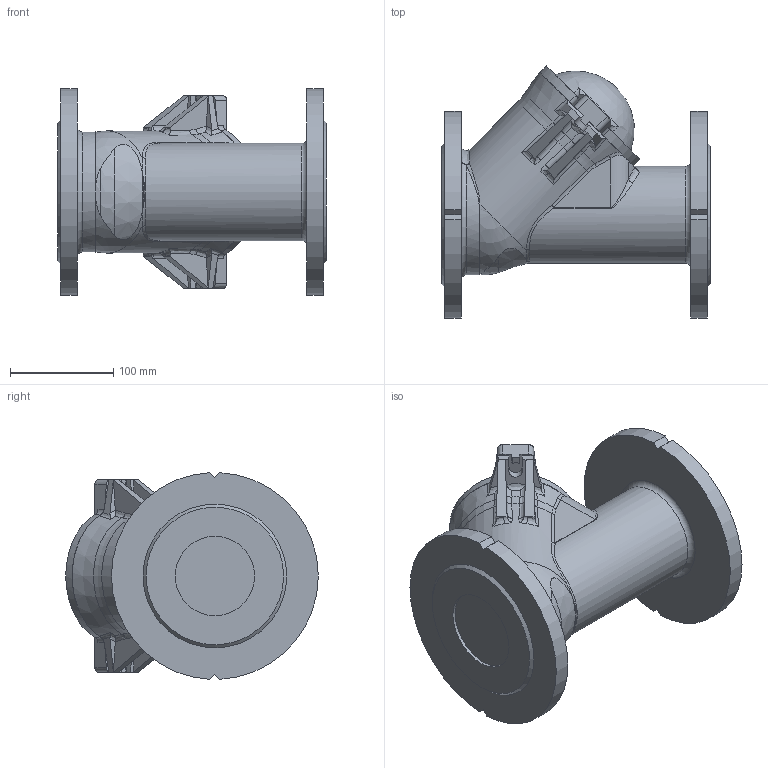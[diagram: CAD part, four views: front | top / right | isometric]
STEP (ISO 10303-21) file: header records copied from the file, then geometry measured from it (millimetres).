
FILE_DESCRIPTION (( 'STEP AP203' ), '1' );
FILE_NAME ('O_53_35_DN80.STEP', '2014-08-29T04:43:38', ( '' ), ( '' ), 'SwSTEP 2.0', 'SolidWorks 2012', '' );
FILE_SCHEMA (( 'CONFIG_CONTROL_DESIGN' ));
Length unit declared in the file: millimetre
Products named in the file (1): O_53_35_DN80
Bounding box: 260 x 244.25 x 199.76 mm (x, y, z)
Volume: 4027970.8 mm3; surface area: 251517.8 mm2
Topology: 1 solids, 1 shells, 204 faces, 521 edges, 322 vertices
Faces by surface type: plane 74, bspline 61, cylinder 33, torus 21, cone 8, sphere 7
Full cylindrical faces by diameter (mm): 76.8 x1, 80 x1, 94 x1
Entity records: 8283 total; most frequent: CARTESIAN_POINT 3933, ORIENTED_EDGE 1016, DIRECTION 738, EDGE_CURVE 508, VERTEX_POINT 318, AXIS2_PLACEMENT_3D 289, EDGE_LOOP 216, FACE_OUTER_BOUND 208
